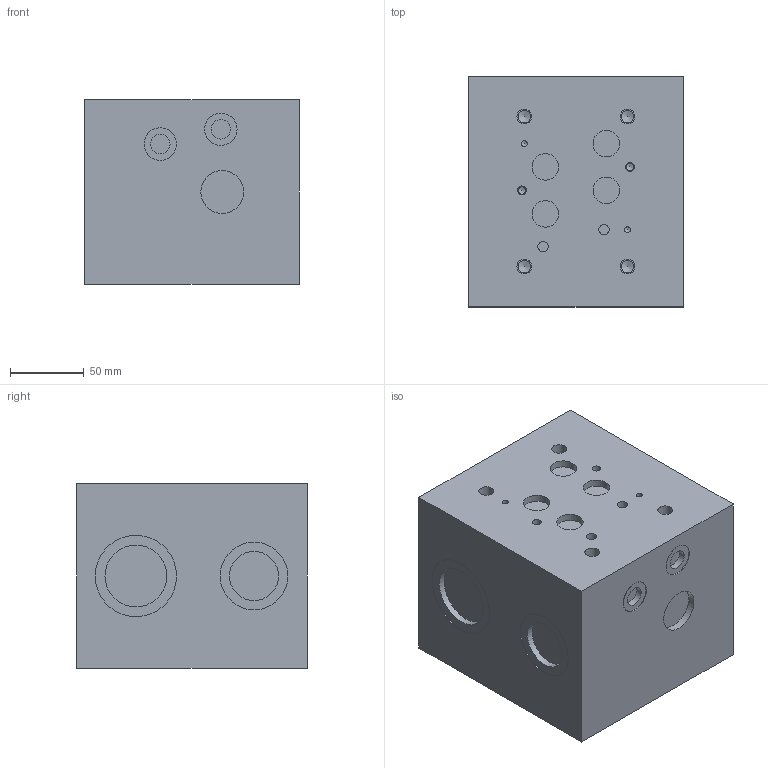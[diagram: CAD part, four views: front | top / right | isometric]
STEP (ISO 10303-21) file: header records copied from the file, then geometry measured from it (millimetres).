
FILE_DESCRIPTION(/* description */ ('Unknown'),/* implementation_level */ '2;1');
FILE_NAME(/* name */ 'PA.79615',/* time_stamp */ '2016-12-02T11:40:45+01:00',/* author */ ('Unknown'),/* organization */ ('Unknown'),/* preprocessor_version */ 'ST-DEVELOPER v16.7',/* originating_system */ 'DEX',/* authorisation */ $);
FILE_SCHEMA (('CONFIG_CONTROL_DESIGN'));
Length unit declared in the file: millimetre
Products named in the file (1): PA.79615
Bounding box: 145 x 156 x 125 mm (x, y, z)
Volume: 2760749.3 mm3; surface area: 134047 mm2
Topology: 1 solids, 1 shells, 96 faces, 171 edges, 110 vertices
Faces by surface type: cylinder 45, plane 39, cone 12
Full cylindrical faces by diameter (mm): 4 x2, 5 x2, 6 x2, 7 x2, 8.5 x4, 10 x4, 12 x4, 13.2 x2, 14 x4, 18 x4, 22 x2, 29 x1, 33.249 x4, 41.91 x2, 46 x4, 55 x2
Entity records: 2034 total; most frequent: DIRECTION 386, CARTESIAN_POINT 309, ORIENTED_EDGE 204, FACE_BOUND 198, AXIS2_PLACEMENT_3D 187, EDGE_LOOP 186, VERTEX_POINT 110, EDGE_CURVE 102
